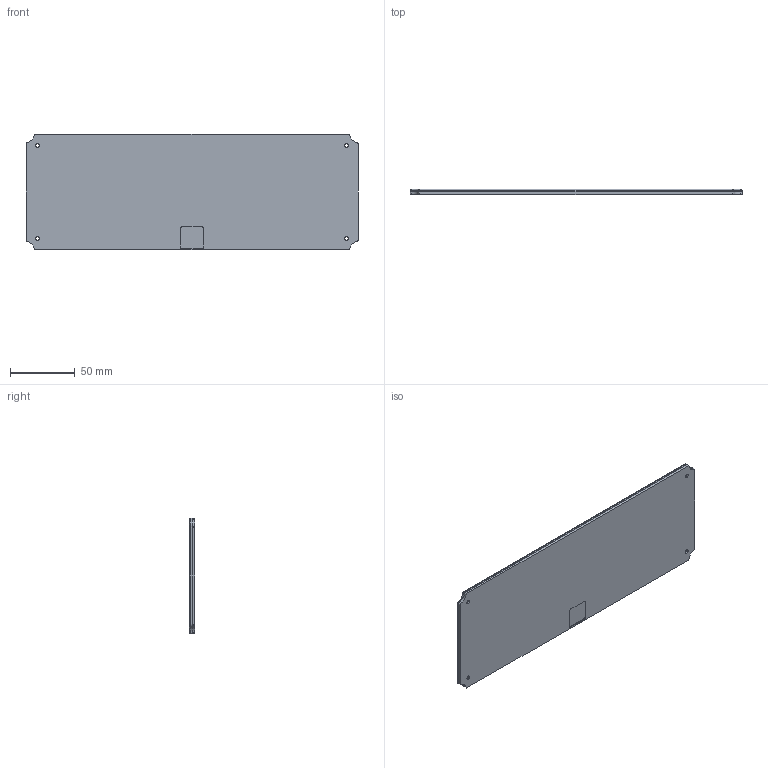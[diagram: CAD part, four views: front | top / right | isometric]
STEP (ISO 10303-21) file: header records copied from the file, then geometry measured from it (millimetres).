
FILE_DESCRIPTION(/* description */ (''),/* implementation_level */ '2;1');
FILE_NAME(/* name */ 'updatedweight.step',/* time_stamp */ '2023-06-07T21:38:08-04:00',/* author */ (''),/* organization */ (''),/* preprocessor_version */ 'ST-DEVELOPER v19.2',/* originating_system */ 'Autodesk Translation Framework v12.6.0.85',/* authorisation */ '');
FILE_SCHEMA (('AUTOMOTIVE_DESIGN { 1 0 10303 214 3 1 1 }'));
Length unit declared in the file: millimetre
Products named in the file (1): (Unsaved)
Bounding box: 257.29 x 4 x 89.56 mm (x, y, z)
Volume: 87875.7 mm3; surface area: 87179.8 mm2
Topology: 2 solids, 2 shells, 198 faces, 533 edges, 342 vertices
Faces by surface type: bspline 82, plane 56, cylinder 40, cone 8, sphere 8, torus 4
Full cylindrical faces by diameter (mm): 3 x4, 6 x4
Entity records: 7698 total; most frequent: CARTESIAN_POINT 3279, ORIENTED_EDGE 1058, DIRECTION 699, EDGE_CURVE 529, VERTEX_POINT 342, LINE 265, VECTOR 265, EDGE_LOOP 223
